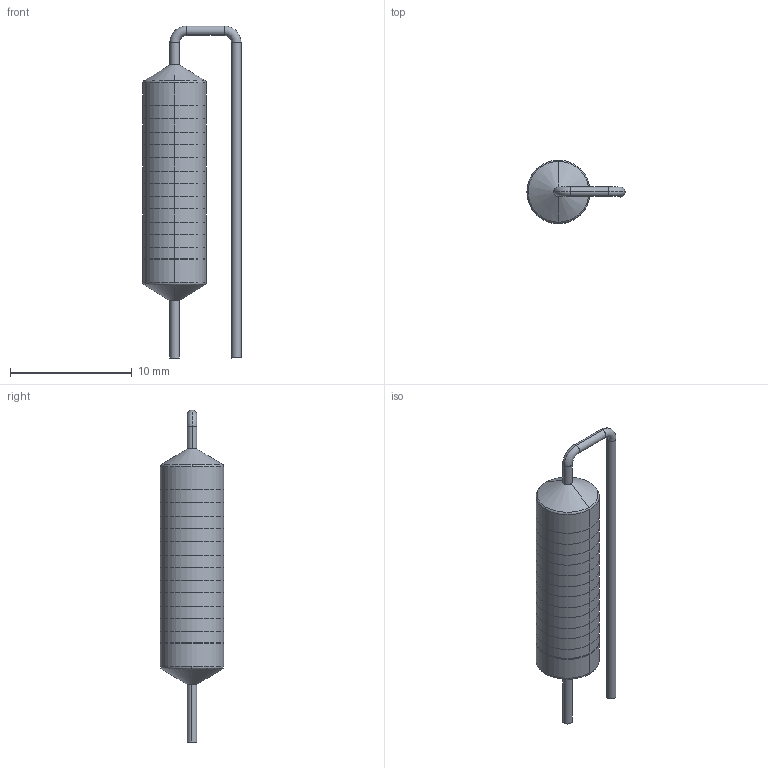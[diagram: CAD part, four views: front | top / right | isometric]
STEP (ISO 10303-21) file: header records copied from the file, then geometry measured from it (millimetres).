
FILE_DESCRIPTION((''),'2;1');
FILE_NAME('RESADV508-1670X520.stp','2011-02-22T09:46:44',(''),(''),'Mechanical Desktop 2011','Mechanical Desktop 2011',', , ');
FILE_SCHEMA(('AUTOMOTIVE_DESIGN { 1 2 10303 214 1 1 1 1 }'));
Length unit declared in the file: millimetre
Products named in the file (1): Product
Bounding box: 8.07 x 5.2 x 27.3 mm (x, y, z)
Volume: 397.5 mm3; surface area: 972.6 mm2
Topology: 16 solids, 16 shells, 82 faces, 142 edges, 92 vertices
Faces by surface type: cylinder 36, plane 31, bspline 7, torus 6, cone 2
Entity records: 2199 total; most frequent: CARTESIAN_POINT 476, DIRECTION 394, ORIENTED_EDGE 284, AXIS2_PLACEMENT_3D 176, EDGE_CURVE 142, CIRCLE 100, VERTEX_POINT 92, EDGE_LOOP 82
